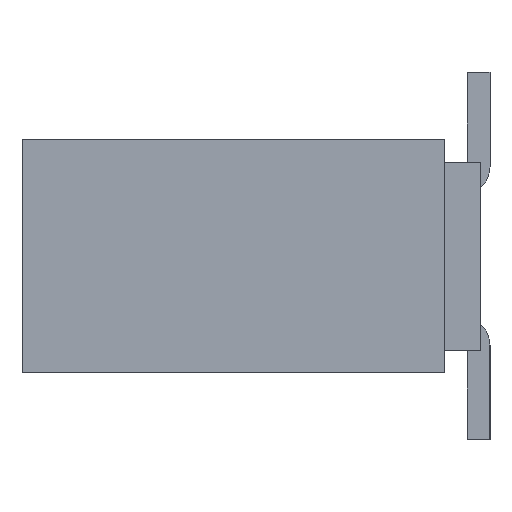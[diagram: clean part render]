
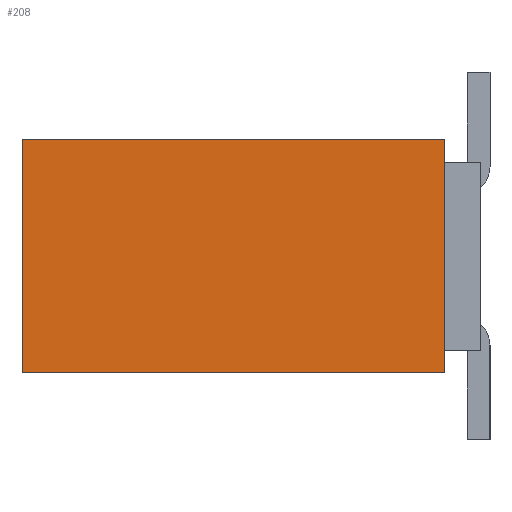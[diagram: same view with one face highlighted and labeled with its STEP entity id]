
A CAD part, left-side view. The second image highlights one B-rep face of the part: STEP entity #208.
In plain terms, the highlighted planar face has unit normal (-1, 0, 0).
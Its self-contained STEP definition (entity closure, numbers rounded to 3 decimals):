
#208 = ADVANCED_FACE( '', ( #450 ), #451, .F. );
#450 = FACE_OUTER_BOUND( '', #769, .T. );
#451 = PLANE( '', #770 );
#769 = EDGE_LOOP( '', ( #1076, #1077, #1078, #1079 ) );
#770 = AXIS2_PLACEMENT_3D( '', #1080, #1081, #1082 );
#1076 = ORIENTED_EDGE( '', *, *, #1939, .T. );
#1077 = ORIENTED_EDGE( '', *, *, #1940, .F. );
#1078 = ORIENTED_EDGE( '', *, *, #1941, .F. );
#1079 = ORIENTED_EDGE( '', *, *, #1942, .T. );
#1080 = CARTESIAN_POINT( '', ( 0., 4.6, -1.27 ) );
#1081 = DIRECTION( '', ( 1., 0., 0. ) );
#1082 = DIRECTION( '', ( 0., 0., -1. ) );
#1939 = EDGE_CURVE( '', #2274, #2275, #2276, .T. );
#1940 = EDGE_CURVE( '', #2277, #2275, #2278, .T. );
#1941 = EDGE_CURVE( '', #2279, #2277, #2280, .T. );
#1942 = EDGE_CURVE( '', #2279, #2274, #2281, .T. );
#2274 = VERTEX_POINT( '', #2765 );
#2275 = VERTEX_POINT( '', #2766 );
#2276 = LINE( '', #2767, #2768 );
#2277 = VERTEX_POINT( '', #2769 );
#2278 = LINE( '', #2770, #2771 );
#2279 = VERTEX_POINT( '', #2772 );
#2280 = LINE( '', #2773, #2774 );
#2281 = LINE( '', #2775, #2776 );
#2765 = CARTESIAN_POINT( '', ( 0., 0., -1.27 ) );
#2766 = CARTESIAN_POINT( '', ( 0., 0., 1.27 ) );
#2767 = CARTESIAN_POINT( '', ( 0., 0., -1.27 ) );
#2768 = VECTOR( '', #3490, 1000. );
#2769 = CARTESIAN_POINT( '', ( 0., 4.6, 1.27 ) );
#2770 = CARTESIAN_POINT( '', ( 0., 4.6, 1.27 ) );
#2771 = VECTOR( '', #3491, 1000. );
#2772 = CARTESIAN_POINT( '', ( 0., 4.6, -1.27 ) );
#2773 = CARTESIAN_POINT( '', ( 0., 4.6, -1.27 ) );
#2774 = VECTOR( '', #3492, 1000. );
#2775 = CARTESIAN_POINT( '', ( 0., 4.6, -1.27 ) );
#2776 = VECTOR( '', #3493, 1000. );
#3490 = DIRECTION( '', ( 0., 0., 1. ) );
#3491 = DIRECTION( '', ( 0., -1., 0. ) );
#3492 = DIRECTION( '', ( 0., 0., 1. ) );
#3493 = DIRECTION( '', ( 0., -1., 0. ) );
